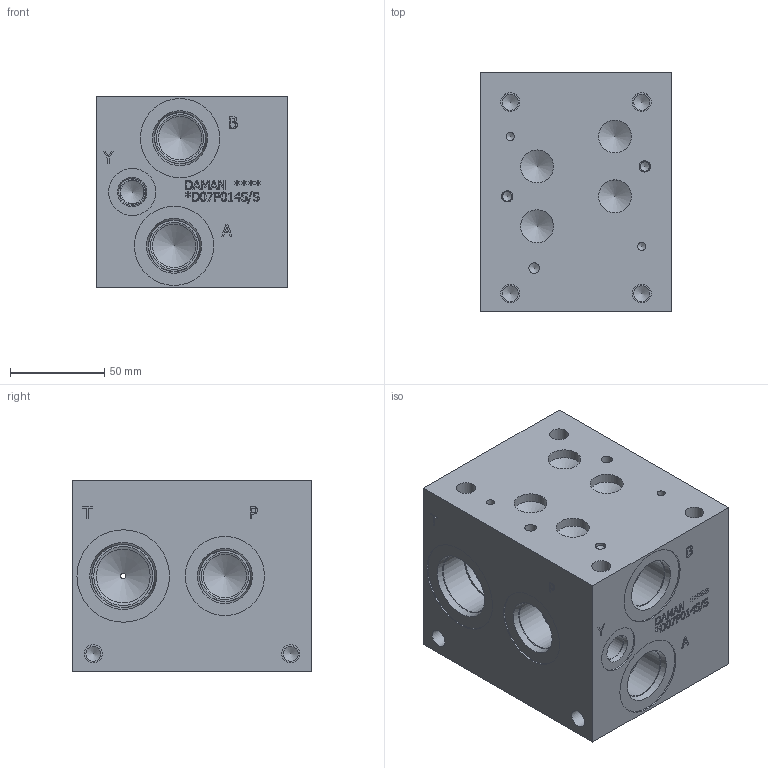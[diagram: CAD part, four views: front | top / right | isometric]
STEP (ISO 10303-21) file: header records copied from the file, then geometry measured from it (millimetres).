
FILE_DESCRIPTION(/* description */ (''),/* implementation_level */ '2;1');
FILE_NAME(/* name */ '_D07P014S_S.stp',/* time_stamp */ '2022-10-24T16:18:48-04:00',/* author */ ('mikeh'),/* organization */ (''),/* preprocessor_version */ 'ST-DEVELOPER v18',/* originating_system */ 'Autodesk Inventor 2020',/* authorisation */ '');
FILE_SCHEMA (('AUTOMOTIVE_DESIGN { 1 0 10303 214 3 1 1 }'));
Length unit declared in the file: millimetre
Products named in the file (1): Part_AD07P014S_S_3D
Bounding box: 101.6 x 127 x 101.6 mm (x, y, z)
Volume: 1129709.3 mm3; surface area: 102553.7 mm2
Topology: 1 solids, 1 shells, 565 faces, 1545 edges, 1045 vertices
Faces by surface type: plane 333, bspline 111, cylinder 70, cone 51
Full cylindrical faces by diameter (mm): 4.369 x2, 5.004 x2, 5.563 x1, 5.994 x2, 7.925 x4, 8.509 x4, 9.525 x4, 10.008 x4, 12.294 x1, 12.9 x1, 14.275 x1, 14.529 x1, 17.475 x5, 22.225 x1, 23.012 x4, 23.698 x1, 24.917 x4, 25.019 x1, 25.4 x1, 26.187 x1, 26.99 x1, 27 x3, 27.381 x1, 27.432 x4, 28.575 x1, 28.749 x1, 31.267 x1, 33.34 x1, 33.35 x1, 33.757 x2
Entity records: 18887 total; most frequent: CARTESIAN_POINT 4664, ORIENTED_EDGE 3044, DIRECTION 2462, EDGE_CURVE 1522, VERTEX_POINT 1045, LINE 1024, VECTOR 1024, AXIS2_PLACEMENT_3D 719
